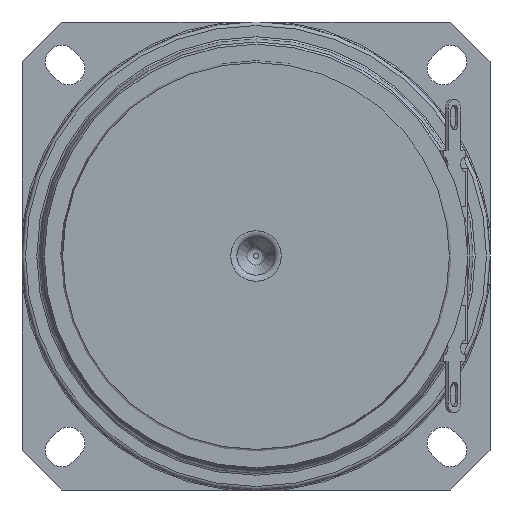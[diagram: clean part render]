
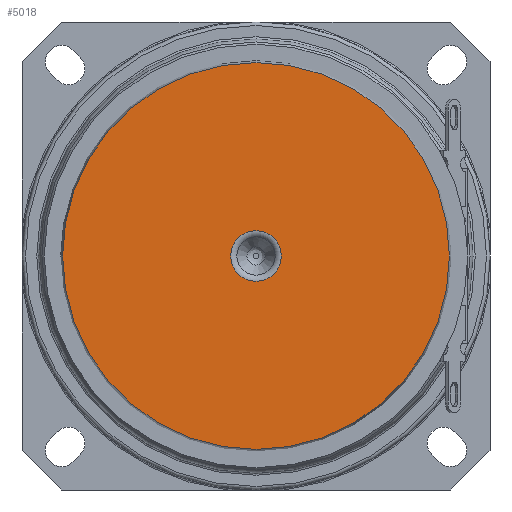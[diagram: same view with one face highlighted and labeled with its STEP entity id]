
A CAD part, front view. The second image highlights one B-rep face of the part: STEP entity #5018.
In plain terms, the highlighted planar face has unit normal (0, -1, 0).
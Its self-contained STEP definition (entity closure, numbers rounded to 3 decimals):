
#246=FACE_BOUND('',#1364,.T.);
#523=CIRCLE('',#5467,27.4);
#524=CIRCLE('',#5469,3.58);
#957=FACE_OUTER_BOUND('',#1363,.T.);
#1363=EDGE_LOOP('',(#4106));
#1364=EDGE_LOOP('',(#4107));
#2433=VERTEX_POINT('',#10010);
#2434=VERTEX_POINT('',#10013);
#3049=EDGE_CURVE('',#2433,#2433,#523,.T.);
#3050=EDGE_CURVE('',#2434,#2434,#524,.T.);
#4106=ORIENTED_EDGE('',*,*,#3049,.T.);
#4107=ORIENTED_EDGE('',*,*,#3050,.F.);
#4632=PLANE('',#5468);
#5018=ADVANCED_FACE('',(#957,#246),#4632,.T.);
#5467=AXIS2_PLACEMENT_3D('',#10011,#6512,#6513);
#5468=AXIS2_PLACEMENT_3D('',#10012,#6514,#6515);
#5469=AXIS2_PLACEMENT_3D('',#10014,#6516,#6517);
#6512=DIRECTION('center_axis',(0.,-1.,0.));
#6513=DIRECTION('ref_axis',(1.,0.,0.));
#6514=DIRECTION('center_axis',(0.,-1.,0.));
#6515=DIRECTION('ref_axis',(0.,0.,-1.));
#6516=DIRECTION('center_axis',(0.,-1.,0.));
#6517=DIRECTION('ref_axis',(1.,0.,0.));
#10010=CARTESIAN_POINT('',(27.4,-29.,0.));
#10011=CARTESIAN_POINT('Origin',(0.,-29.,0.));
#10012=CARTESIAN_POINT('Origin',(15.49,-29.,0.));
#10013=CARTESIAN_POINT('',(3.58,-29.,0.));
#10014=CARTESIAN_POINT('Origin',(0.,-29.,0.));
